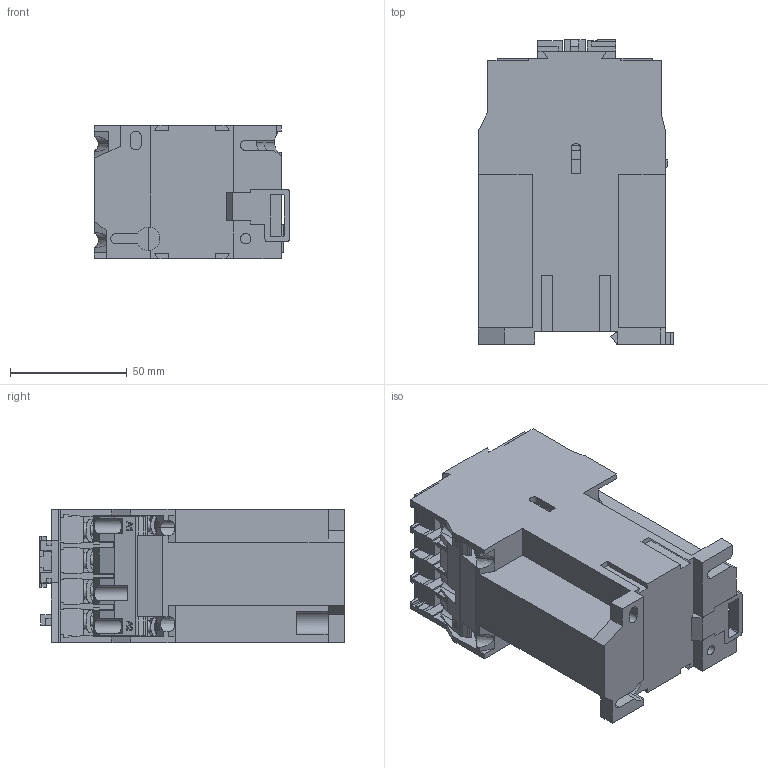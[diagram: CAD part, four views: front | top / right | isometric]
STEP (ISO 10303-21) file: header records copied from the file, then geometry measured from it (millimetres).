
FILE_DESCRIPTION(('STEP AP242'), '1');
FILE_NAME('JLP1-D25', '', ('UNSPECIFIED'), ('UNSPECIFIED'), 'C3D Converter', 'C3D Toolkit', '');
FILE_SCHEMA(('AP242_MANAGED_MODEL_BASED_3D_ENGINEERING_MIM_LF { 1 0 10303 442 1 1 4 }'));
Length unit declared in the file: millimetre
Products named in the file (1): Контактор PROMPOWER
Bounding box: 83.5 x 130.5 x 57 mm (x, y, z)
Volume: 429474.2 mm3; surface area: 67865.3 mm2
Topology: 1 solids, 1 shells, 1583 faces, 4473 edges, 2951 vertices
Faces by surface type: plane 1236, bspline 179, cylinder 112, extrusion 30, torus 26
Full cylindrical faces by diameter (mm): 3.4 x3, 4 x8, 4.5 x1, 5 x3, 6 x2, 6.3 x4, 6.5 x1, 6.8 x8, 8.2 x8
Entity records: 80560 total; most frequent: CARTESIAN_POINT 28826, ORIENTED_EDGE 8870, DIRECTION 6660, EDGE_CURVE 4435, VECTOR 3366, LINE 3336, VERTEX_POINT 2951, EDGE_LOOP 1756
